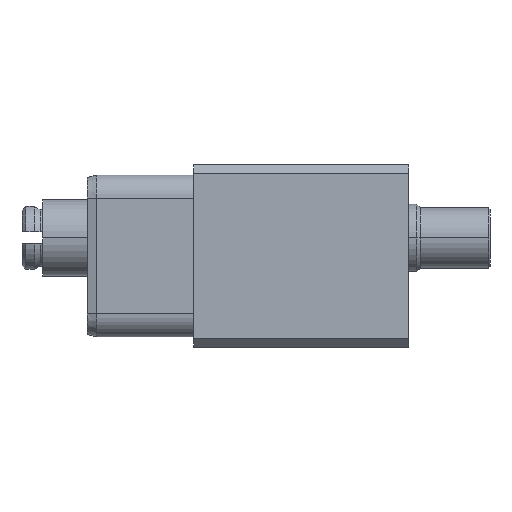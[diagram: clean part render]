
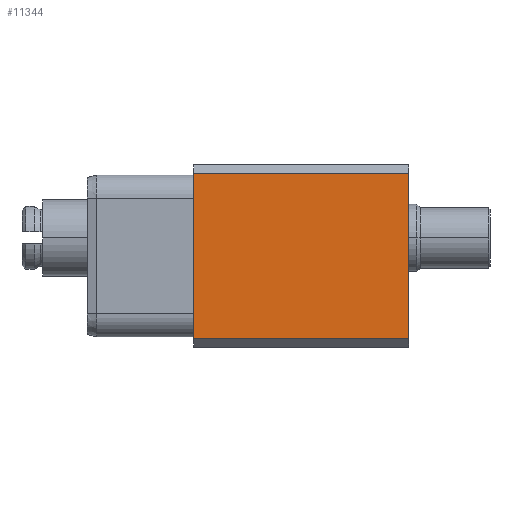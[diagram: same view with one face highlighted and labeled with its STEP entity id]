
A CAD part, left-side view. The second image highlights one B-rep face of the part: STEP entity #11344.
In plain terms, the highlighted planar face has unit normal (-1, 0, 0).
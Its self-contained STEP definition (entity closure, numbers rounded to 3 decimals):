
#25=DIRECTION('',(0.,0.,1.));
#26=VECTOR('',#25,13.73);
#27=CARTESIAN_POINT('',(-22.249,-17.854,-6.865));
#28=LINE('',#27,#26);
#1000=DIRECTION('',(0.,-1.,0.));
#1001=VECTOR('',#1000,17.878);
#1002=CARTESIAN_POINT('',(-22.249,0.024,6.865));
#1003=LINE('',#1002,#1001);
#1008=DIRECTION('',(0.,1.,0.));
#1009=VECTOR('',#1008,17.878);
#1010=CARTESIAN_POINT('',(-22.249,-17.854,-6.865));
#1011=LINE('',#1010,#1009);
#1012=DIRECTION('',(0.,0.,1.));
#1013=VECTOR('',#1012,13.73);
#1014=CARTESIAN_POINT('',(-22.249,0.024,-6.865));
#1015=LINE('',#1014,#1013);
#10111=CARTESIAN_POINT('',(-22.249,0.024,6.865));
#10112=CARTESIAN_POINT('',(-22.249,-17.854,6.865));
#10113=VERTEX_POINT('',#10111);
#10114=VERTEX_POINT('',#10112);
#10124=CARTESIAN_POINT('',(-22.249,0.024,-6.865));
#10126=VERTEX_POINT('',#10124);
#10127=CARTESIAN_POINT('',(-22.249,-17.854,-6.865));
#10128=VERTEX_POINT('',#10127);
#11333=CARTESIAN_POINT('',(-22.249,0.,-7.555));
#11334=DIRECTION('',(-1.,0.,0.));
#11335=DIRECTION('',(0.,-1.,0.));
#11336=AXIS2_PLACEMENT_3D('',#11333,#11334,#11335);
#11337=PLANE('',#11336);
#11338=ORIENTED_EDGE('',*,*,#10762,.T.);
#11339=ORIENTED_EDGE('',*,*,#10807,.T.);
#11340=ORIENTED_EDGE('',*,*,#11327,.T.);
#11341=ORIENTED_EDGE('',*,*,#10724,.F.);
#11342=EDGE_LOOP('',(#11338,#11339,#11340,#11341));
#11343=FACE_OUTER_BOUND('',#11342,.F.);
#11344=ADVANCED_FACE('',(#11343),#11337,.T.);
#10724=EDGE_CURVE('',#10128,#10114,#28,.T.);
#10762=EDGE_CURVE('',#10128,#10126,#1011,.T.);
#10807=EDGE_CURVE('',#10126,#10113,#1015,.T.);
#11327=EDGE_CURVE('',#10113,#10114,#1003,.T.);
